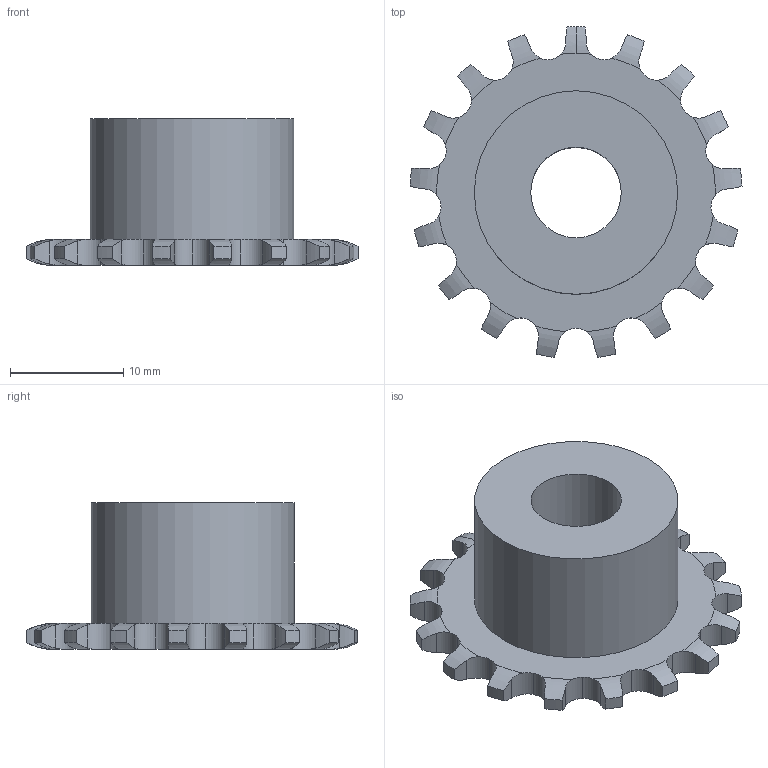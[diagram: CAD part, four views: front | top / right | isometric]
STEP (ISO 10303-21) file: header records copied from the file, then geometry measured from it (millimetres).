
FILE_DESCRIPTION(('FreeCAD Model'),'2;1');
FILE_NAME('Open CASCADE Shape Model','2021-02-24T18:59:53',('Author'),( ''),'Open CASCADE STEP processor 7.4','FreeCAD','Unknown');
FILE_SCHEMA(('AUTOMOTIVE_DESIGN { 1 0 10303 214 1 1 1 1 }'));
Length unit declared in the file: millimetre
Products named in the file (1): Hole
Bounding box: 29.38 x 29.27 x 13 mm (x, y, z)
Volume: 3299.1 mm3; surface area: 2203.4 mm2
Topology: 1 solids, 1 shells, 126 faces, 369 edges, 246 vertices
Faces by surface type: cylinder 87, revolution 36, plane 3
Full cylindrical faces by diameter (mm): 8 x1, 18 x1
Entity records: 13618 total; most frequent: CARTESIAN_POINT 6974, DIRECTION 1047, ORIENTED_EDGE 738, PCURVE 738, DEFINITIONAL_REPRESENTATION 738, B_SPLINE_CURVE_WITH_KNOTS 442, LINE 411, VECTOR 411
